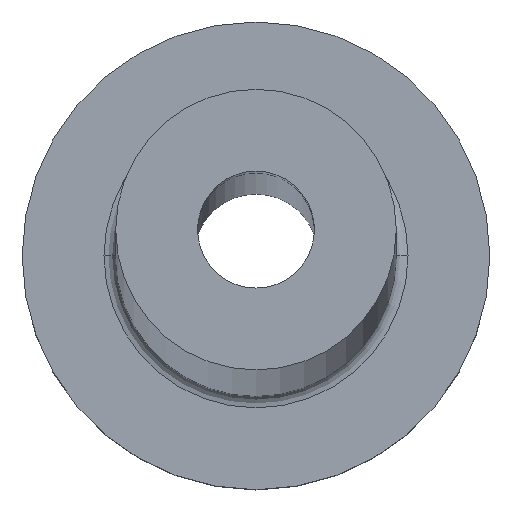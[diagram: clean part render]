
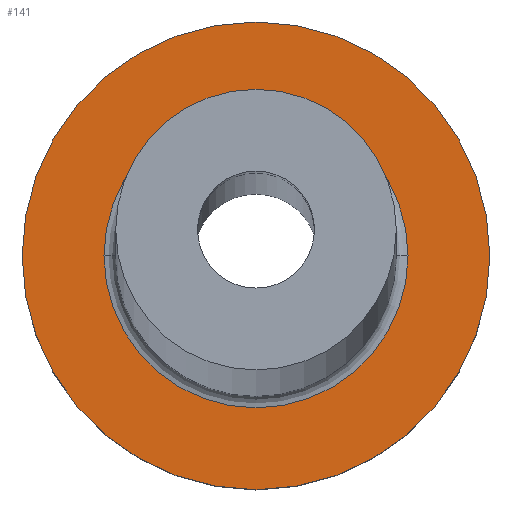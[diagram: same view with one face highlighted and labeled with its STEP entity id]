
A CAD part, top view. The second image highlights one B-rep face of the part: STEP entity #141.
In plain terms, the highlighted planar face has unit normal (0, 0, 1).
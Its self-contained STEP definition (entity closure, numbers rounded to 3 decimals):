
#3 = EDGE_CURVE ( 'NONE', #194, #169, #161, .T. ) ;
#15 = EDGE_CURVE ( 'NONE', #372, #260, #213, .T. ) ;
#20 = AXIS2_PLACEMENT_3D ( 'NONE', #86, #238, #51 ) ;
#38 = CARTESIAN_POINT ( 'NONE',  ( 0., 0., 7. ) ) ;
#47 = EDGE_LOOP ( 'NONE', ( #109, #379 ) ) ;
#49 = FACE_BOUND ( 'NONE', #47, .T. ) ;
#51 = DIRECTION ( 'NONE',  ( 1., 0., 0. ) ) ;
#73 = DIRECTION ( 'NONE',  ( 1., 0., 0. ) ) ;
#76 = EDGE_CURVE ( 'NONE', #260, #372, #308, .T. ) ;
#86 = CARTESIAN_POINT ( 'NONE',  ( 0., 0., 7. ) ) ;
#87 = CARTESIAN_POINT ( 'NONE',  ( 0., 0., 7. ) ) ;
#88 = CARTESIAN_POINT ( 'NONE',  ( -6.5, 0., 7. ) ) ;
#104 = DIRECTION ( 'NONE',  ( 0., 0., -1. ) ) ;
#109 = ORIENTED_EDGE ( 'NONE', *, *, #15, .T. ) ;
#118 = FACE_OUTER_BOUND ( 'NONE', #162, .T. ) ;
#123 = CARTESIAN_POINT ( 'NONE',  ( 10., 0., 7. ) ) ;
#138 = CARTESIAN_POINT ( 'NONE',  ( 0., 0., 7. ) ) ;
#140 = DIRECTION ( 'NONE',  ( 1., 0., 0. ) ) ;
#141 = ADVANCED_FACE ( 'NONE', ( #49, #118 ), #269, .T. ) ;
#161 = CIRCLE ( 'NONE', #333, 10. ) ;
#162 = EDGE_LOOP ( 'NONE', ( #319, #385 ) ) ;
#169 = VERTEX_POINT ( 'NONE', #123 ) ;
#182 = DIRECTION ( 'NONE',  ( 1., 0., 0. ) ) ;
#185 = DIRECTION ( 'NONE',  ( 1., 0., 0. ) ) ;
#186 = DIRECTION ( 'NONE',  ( 0., 0., -1. ) ) ;
#194 = VERTEX_POINT ( 'NONE', #249 ) ;
#213 = CIRCLE ( 'NONE', #300, 6.5 ) ;
#223 = CARTESIAN_POINT ( 'NONE',  ( 6.5, 0., 7. ) ) ;
#230 = AXIS2_PLACEMENT_3D ( 'NONE', #87, #186, #185 ) ;
#238 = DIRECTION ( 'NONE',  ( 0., 0., 1. ) ) ;
#249 = CARTESIAN_POINT ( 'NONE',  ( -10., 0., 7. ) ) ;
#251 = CIRCLE ( 'NONE', #339, 10. ) ;
#260 = VERTEX_POINT ( 'NONE', #88 ) ;
#269 = PLANE ( 'NONE',  #20 ) ;
#300 = AXIS2_PLACEMENT_3D ( 'NONE', #328, #104, #140 ) ;
#308 = CIRCLE ( 'NONE', #230, 6.5 ) ;
#319 = ORIENTED_EDGE ( 'NONE', *, *, #3, .T. ) ;
#328 = CARTESIAN_POINT ( 'NONE',  ( 0., 0., 7. ) ) ;
#333 = AXIS2_PLACEMENT_3D ( 'NONE', #138, #393, #73 ) ;
#339 = AXIS2_PLACEMENT_3D ( 'NONE', #38, #359, #182 ) ;
#359 = DIRECTION ( 'NONE',  ( 0., 0., 1. ) ) ;
#372 = VERTEX_POINT ( 'NONE', #223 ) ;
#379 = ORIENTED_EDGE ( 'NONE', *, *, #76, .T. ) ;
#381 = EDGE_CURVE ( 'NONE', #169, #194, #251, .T. ) ;
#385 = ORIENTED_EDGE ( 'NONE', *, *, #381, .T. ) ;
#393 = DIRECTION ( 'NONE',  ( 0., 0., 1. ) ) ;
